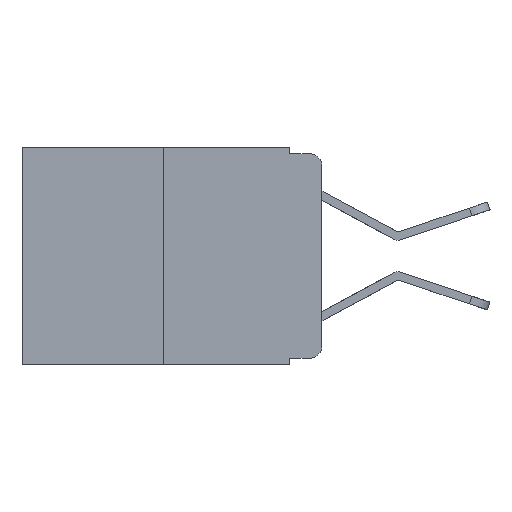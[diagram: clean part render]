
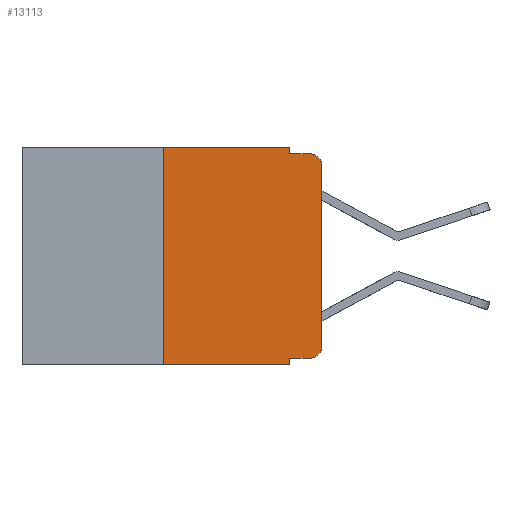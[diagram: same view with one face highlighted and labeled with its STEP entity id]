
A CAD part, left-side view. The second image highlights one B-rep face of the part: STEP entity #13113.
In plain terms, the highlighted planar face has unit normal (-1, 0, 0).
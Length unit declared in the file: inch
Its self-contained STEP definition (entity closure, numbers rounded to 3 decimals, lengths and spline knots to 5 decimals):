
#83 = VERTEX_POINT ( 'NONE', #4609 ) ;
#274 = VECTOR ( 'NONE', #4420, 39.37008 ) ;
#488 = VECTOR ( 'NONE', #2802, 39.37008 ) ;
#886 = DIRECTION ( 'NONE',  ( -1., 0., 0. ) ) ;
#1024 = CARTESIAN_POINT ( 'NONE',  ( 0., 0.051, 0. ) ) ;
#1288 = EDGE_CURVE ( 'NONE', #2209, #13448, #6351, .T. ) ;
#1492 = ORIENTED_EDGE ( 'NONE', *, *, #3636, .F. ) ;
#1831 = DIRECTION ( 'NONE',  ( -1., 0., 0. ) ) ;
#2012 = VERTEX_POINT ( 'NONE', #16347 ) ;
#2209 = VERTEX_POINT ( 'NONE', #7410 ) ;
#2279 = VERTEX_POINT ( 'NONE', #3724 ) ;
#2431 = DIRECTION ( 'NONE',  ( 0., 0., -1. ) ) ;
#2472 = EDGE_CURVE ( 'NONE', #11026, #14199, #2509, .T. ) ;
#2484 = EDGE_LOOP ( 'NONE', ( #16367, #9417, #5518, #1492, #5301, #9985, #13089, #12039, #14577, #14162 ) ) ;
#2509 = LINE ( 'NONE', #10745, #12713 ) ;
#2588 = CARTESIAN_POINT ( 'NONE',  ( 0., 0.051, 0. ) ) ;
#2802 = DIRECTION ( 'NONE',  ( 0., -1., 0. ) ) ;
#3400 = EDGE_CURVE ( 'NONE', #2012, #2279, #9547, .T. ) ;
#3636 = EDGE_CURVE ( 'NONE', #14199, #2012, #16280, .T. ) ;
#3712 = EDGE_CURVE ( 'NONE', #8376, #83, #4162, .T. ) ;
#3724 = CARTESIAN_POINT ( 'NONE',  ( 0., 0.02, -0.01 ) ) ;
#3967 = DIRECTION ( 'NONE',  ( 0., 0., -1. ) ) ;
#4162 = LINE ( 'NONE', #6780, #488 ) ;
#4224 = LINE ( 'NONE', #16869, #7362 ) ;
#4274 = LINE ( 'NONE', #2588, #10874 ) ;
#4420 = DIRECTION ( 'NONE',  ( 0., 0., 1. ) ) ;
#4609 = CARTESIAN_POINT ( 'NONE',  ( 0., 0.02, -0.333 ) ) ;
#5301 = ORIENTED_EDGE ( 'NONE', *, *, #2472, .F. ) ;
#5518 = ORIENTED_EDGE ( 'NONE', *, *, #3400, .F. ) ;
#6063 = DIRECTION ( 'NONE',  ( 0., 0., -1. ) ) ;
#6351 = LINE ( 'NONE', #6452, #16755 ) ;
#6452 = CARTESIAN_POINT ( 'NONE',  ( 0., 0., 0. ) ) ;
#6589 = VERTEX_POINT ( 'NONE', #15357 ) ;
#6780 = CARTESIAN_POINT ( 'NONE',  ( 0., 0.051, -0.333 ) ) ;
#6812 = AXIS2_PLACEMENT_3D ( 'NONE', #8921, #886, #10230 ) ;
#7171 = CARTESIAN_POINT ( 'NONE',  ( 0., 0., -0.03 ) ) ;
#7362 = VECTOR ( 'NONE', #15663, 39.37008 ) ;
#7410 = CARTESIAN_POINT ( 'NONE',  ( 0., 0., -0.313 ) ) ;
#7447 = CIRCLE ( 'NONE', #6812, 0.02 ) ;
#7533 = LINE ( 'NONE', #13676, #274 ) ;
#8023 = VERTEX_POINT ( 'NONE', #14397 ) ;
#8376 = VERTEX_POINT ( 'NONE', #8514 ) ;
#8514 = CARTESIAN_POINT ( 'NONE',  ( 0., 0.051, -0.333 ) ) ;
#8793 = CIRCLE ( 'NONE', #14469, 0.02 ) ;
#8921 = CARTESIAN_POINT ( 'NONE',  ( 0., 0.02, -0.03 ) ) ;
#8933 = VECTOR ( 'NONE', #6063, 39.37008 ) ;
#9011 = PLANE ( 'NONE',  #9298 ) ;
#9071 = CARTESIAN_POINT ( 'NONE',  ( 0., 0.473, 0. ) ) ;
#9273 = EDGE_CURVE ( 'NONE', #83, #2209, #8793, .T. ) ;
#9298 = AXIS2_PLACEMENT_3D ( 'NONE', #9071, #10389, #2431 ) ;
#9417 = ORIENTED_EDGE ( 'NONE', *, *, #14582, .T. ) ;
#9547 = LINE ( 'NONE', #13388, #13084 ) ;
#9580 = EDGE_CURVE ( 'NONE', #8023, #6589, #4224, .T. ) ;
#9813 = CARTESIAN_POINT ( 'NONE',  ( 0., 0.02, -0.313 ) ) ;
#9985 = ORIENTED_EDGE ( 'NONE', *, *, #11378, .F. ) ;
#10120 = FACE_OUTER_BOUND ( 'NONE', #2484, .T. ) ;
#10230 = DIRECTION ( 'NONE',  ( 0., 0., -1. ) ) ;
#10323 = CARTESIAN_POINT ( 'NONE',  ( 0., 0.25, 0. ) ) ;
#10389 = DIRECTION ( 'NONE',  ( 1., 0., 0. ) ) ;
#10745 = CARTESIAN_POINT ( 'NONE',  ( 0., 0.473, 0. ) ) ;
#10874 = VECTOR ( 'NONE', #3967, 39.37008 ) ;
#11026 = VERTEX_POINT ( 'NONE', #10323 ) ;
#11127 = DIRECTION ( 'NONE',  ( 0., 0., -1. ) ) ;
#11378 = EDGE_CURVE ( 'NONE', #8023, #11026, #7533, .T. ) ;
#11997 = CARTESIAN_POINT ( 'NONE',  ( 0., 0.051, 0. ) ) ;
#12039 = ORIENTED_EDGE ( 'NONE', *, *, #15449, .F. ) ;
#12713 = VECTOR ( 'NONE', #15911, 39.37008 ) ;
#13084 = VECTOR ( 'NONE', #14130, 39.37008 ) ;
#13089 = ORIENTED_EDGE ( 'NONE', *, *, #9580, .T. ) ;
#13113 = ADVANCED_FACE ( 'NONE', ( #10120 ), #9011, .F. ) ;
#13184 = DIRECTION ( 'NONE',  ( 0., 0., 1. ) ) ;
#13388 = CARTESIAN_POINT ( 'NONE',  ( 0., 0.051, -0.01 ) ) ;
#13448 = VERTEX_POINT ( 'NONE', #7171 ) ;
#13676 = CARTESIAN_POINT ( 'NONE',  ( 0., 0.25, 0. ) ) ;
#14130 = DIRECTION ( 'NONE',  ( 0., -1., 0. ) ) ;
#14162 = ORIENTED_EDGE ( 'NONE', *, *, #9273, .T. ) ;
#14199 = VERTEX_POINT ( 'NONE', #1024 ) ;
#14397 = CARTESIAN_POINT ( 'NONE',  ( 0., 0.25, -0.343 ) ) ;
#14469 = AXIS2_PLACEMENT_3D ( 'NONE', #9813, #1831, #11127 ) ;
#14577 = ORIENTED_EDGE ( 'NONE', *, *, #3712, .T. ) ;
#14582 = EDGE_CURVE ( 'NONE', #13448, #2279, #7447, .T. ) ;
#15357 = CARTESIAN_POINT ( 'NONE',  ( 0., 0.051, -0.343 ) ) ;
#15449 = EDGE_CURVE ( 'NONE', #8376, #6589, #4274, .T. ) ;
#15663 = DIRECTION ( 'NONE',  ( 0., -1., 0. ) ) ;
#15911 = DIRECTION ( 'NONE',  ( 0., -1., 0. ) ) ;
#16280 = LINE ( 'NONE', #11997, #8933 ) ;
#16347 = CARTESIAN_POINT ( 'NONE',  ( 0., 0.051, -0.01 ) ) ;
#16367 = ORIENTED_EDGE ( 'NONE', *, *, #1288, .T. ) ;
#16755 = VECTOR ( 'NONE', #13184, 39.37008 ) ;
#16869 = CARTESIAN_POINT ( 'NONE',  ( 0., 0.473, -0.343 ) ) ;
